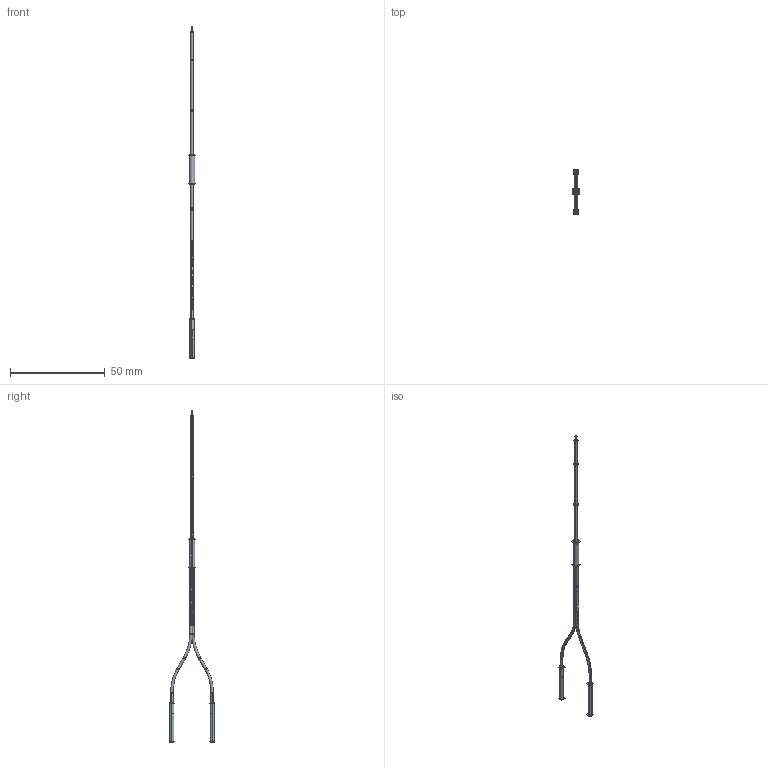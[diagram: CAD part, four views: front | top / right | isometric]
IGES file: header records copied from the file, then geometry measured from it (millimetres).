
Start section:  PTC IGES file: 194373.igs
Global section: file name: 194373.igs; native system: Creo Parametric by Parametric Technology Corporation; preprocessor: 2013230; author: PDMAdmin; organization: Unknown; date: 20160324.102906; units: millimetre
Bounding box: 3.42 x 23.89 x 174.88 mm (x, y, z)
Volume: 549.1 mm3; surface area: 5817.2 mm2
Topology: 4 solids, 4 shells, 150 faces, 761 edges, 988 vertices
Faces by surface type: revolution 108, bspline 30, extrusion 12
